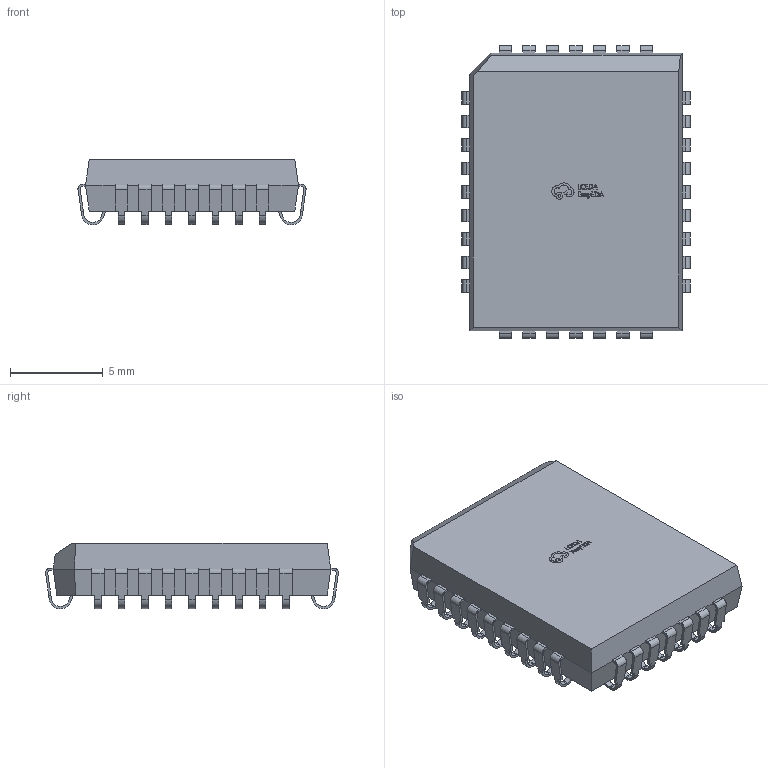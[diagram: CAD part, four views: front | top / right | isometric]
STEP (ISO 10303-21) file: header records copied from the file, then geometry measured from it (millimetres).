
FILE_DESCRIPTION (( 'STEP AP214' ), '1' );
FILE_NAME ('PLCC-32_L14.0-W11.5-P1.27-T.step', '2022-07-08T04:04:26', ( '' ), ( '' ), 'SwSTEP 2.0', 'SolidWorks 2020', '' );
FILE_SCHEMA (( 'AUTOMOTIVE_DESIGN' ));
Length unit declared in the file: millimetre
Products named in the file (1): PLCC-32_L14.0-W11.5-P1.27-T
Bounding box: 12.32 x 15.82 x 3.52 mm (x, y, z)
Volume: 470 mm3; surface area: 605.5 mm2
Topology: 1 solids, 1 shells, 909 faces, 2659 edges, 1771 vertices
Faces by surface type: plane 619, cylinder 192, bspline 98
Entity records: 40502 total; most frequent: CARTESIAN_POINT 6646, ORIENTED_EDGE 5318, DIRECTION 4467, EDGE_CURVE 2659, LINE 2075, VECTOR 2075, VERTEX_POINT 1771, AXIS2_PLACEMENT_3D 1196
